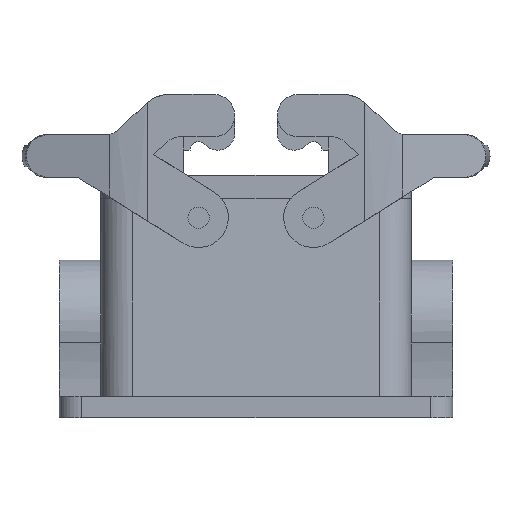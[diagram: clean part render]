
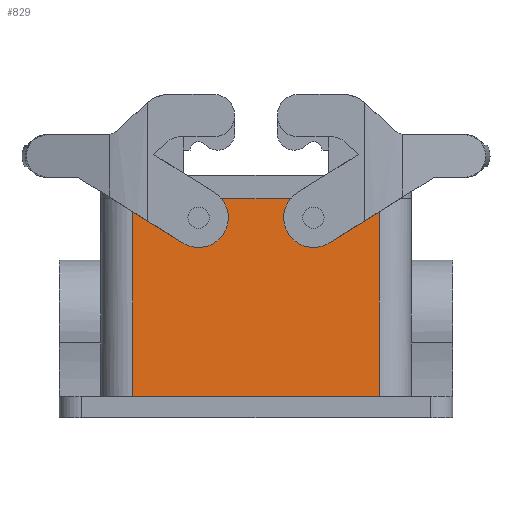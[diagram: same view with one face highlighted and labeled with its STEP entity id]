
A CAD part, left-side view. The second image highlights one B-rep face of the part: STEP entity #829.
In plain terms, the highlighted planar face has unit normal (-0.999, 0, 0.044).
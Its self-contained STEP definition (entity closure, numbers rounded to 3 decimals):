
#736=AXIS2_PLACEMENT_3D('Plane Axis2P3D',#733,#734,#735) ;
#427=CARTESIAN_POINT('Vertex',(4.97,26.,5.)) ;
#430=CARTESIAN_POINT('Line Origine',(4.97,55.,5.)) ;
#434=CARTESIAN_POINT('Vertex',(4.97,84.,5.)) ;
#733=CARTESIAN_POINT('Axis2P3D Location',(7.,55.,51.5)) ;
#738=CARTESIAN_POINT('Line Origine',(5.919,26.,26.75)) ;
#742=CARTESIAN_POINT('Vertex',(7.,26.,51.5)) ;
#745=CARTESIAN_POINT('Line Origine',(7.,55.,51.5)) ;
#749=CARTESIAN_POINT('Vertex',(7.,84.,51.5)) ;
#752=CARTESIAN_POINT('Line Origine',(5.919,84.,26.75)) ;
#764=CARTESIAN_POINT('Control Point',(6.762,66.745,46.041)) ;
#765=CARTESIAN_POINT('Control Point',(6.738,67.039,45.502)) ;
#766=CARTESIAN_POINT('Control Point',(6.72,67.541,45.076)) ;
#767=CARTESIAN_POINT('Control Point',(6.711,68.193,44.872)) ;
#768=CARTESIAN_POINT('Control Point',(6.716,69.533,45.005)) ;
#769=CARTESIAN_POINT('Control Point',(6.761,70.43,46.02)) ;
#770=CARTESIAN_POINT('Control Point',(6.791,70.645,46.708)) ;
#771=CARTESIAN_POINT('Control Point',(6.821,70.563,47.395)) ;
#772=CARTESIAN_POINT('Control Point',(6.845,70.255,47.959)) ;
#773=CARTESIAN_POINT('Vertex',(6.762,66.745,46.041)) ;
#775=CARTESIAN_POINT('Vertex',(6.845,70.255,47.959)) ;
#779=CARTESIAN_POINT('Control Point',(6.845,70.255,47.959)) ;
#780=CARTESIAN_POINT('Control Point',(6.867,69.986,48.451)) ;
#781=CARTESIAN_POINT('Control Point',(6.884,69.545,48.849)) ;
#782=CARTESIAN_POINT('Control Point',(6.894,68.974,49.07)) ;
#783=CARTESIAN_POINT('Control Point',(6.894,67.982,49.076)) ;
#784=CARTESIAN_POINT('Control Point',(6.872,67.169,48.564)) ;
#785=CARTESIAN_POINT('Control Point',(6.86,66.899,48.286)) ;
#786=CARTESIAN_POINT('Control Point',(6.833,66.536,47.671)) ;
#787=CARTESIAN_POINT('Control Point',(6.802,66.461,46.965)) ;
#788=CARTESIAN_POINT('Control Point',(6.788,66.493,46.636)) ;
#789=CARTESIAN_POINT('Control Point',(6.774,66.591,46.323)) ;
#790=CARTESIAN_POINT('Control Point',(6.762,66.745,46.041)) ;
#797=CARTESIAN_POINT('Control Point',(6.845,39.745,47.959)) ;
#798=CARTESIAN_POINT('Control Point',(6.867,40.014,48.451)) ;
#799=CARTESIAN_POINT('Control Point',(6.884,40.455,48.849)) ;
#800=CARTESIAN_POINT('Control Point',(6.894,41.026,49.07)) ;
#801=CARTESIAN_POINT('Control Point',(6.894,42.018,49.076)) ;
#802=CARTESIAN_POINT('Control Point',(6.872,42.831,48.564)) ;
#803=CARTESIAN_POINT('Control Point',(6.86,43.101,48.286)) ;
#804=CARTESIAN_POINT('Control Point',(6.833,43.464,47.671)) ;
#805=CARTESIAN_POINT('Control Point',(6.802,43.539,46.965)) ;
#806=CARTESIAN_POINT('Control Point',(6.788,43.507,46.636)) ;
#807=CARTESIAN_POINT('Control Point',(6.774,43.409,46.323)) ;
#808=CARTESIAN_POINT('Control Point',(6.762,43.255,46.041)) ;
#809=CARTESIAN_POINT('Vertex',(6.845,39.745,47.959)) ;
#811=CARTESIAN_POINT('Vertex',(6.762,43.255,46.041)) ;
#815=CARTESIAN_POINT('Control Point',(6.762,43.255,46.041)) ;
#816=CARTESIAN_POINT('Control Point',(6.738,42.961,45.502)) ;
#817=CARTESIAN_POINT('Control Point',(6.72,42.459,45.076)) ;
#818=CARTESIAN_POINT('Control Point',(6.711,41.807,44.872)) ;
#819=CARTESIAN_POINT('Control Point',(6.716,40.467,45.005)) ;
#820=CARTESIAN_POINT('Control Point',(6.761,39.57,46.02)) ;
#821=CARTESIAN_POINT('Control Point',(6.791,39.355,46.708)) ;
#822=CARTESIAN_POINT('Control Point',(6.821,39.437,47.395)) ;
#823=CARTESIAN_POINT('Control Point',(6.845,39.745,47.959)) ;
#431=DIRECTION('Vector Direction',(0.,1.,0.)) ;
#734=DIRECTION('Axis2P3D Direction',(-0.999,0.,0.044)) ;
#735=DIRECTION('Axis2P3D XDirection',(0.,1.,0.)) ;
#739=DIRECTION('Vector Direction',(-0.044,0.,-0.999)) ;
#746=DIRECTION('Vector Direction',(0.,1.,0.)) ;
#753=DIRECTION('Vector Direction',(-0.044,0.,-0.999)) ;
#432=VECTOR('Line Direction',#431,1.) ;
#740=VECTOR('Line Direction',#739,1.) ;
#747=VECTOR('Line Direction',#746,1.) ;
#754=VECTOR('Line Direction',#753,1.) ;
#758=ORIENTED_EDGE('',*,*,#744,.F.) ;
#759=ORIENTED_EDGE('',*,*,#751,.T.) ;
#760=ORIENTED_EDGE('',*,*,#756,.F.) ;
#761=ORIENTED_EDGE('',*,*,#436,.F.) ;
#793=ORIENTED_EDGE('',*,*,#777,.T.) ;
#794=ORIENTED_EDGE('',*,*,#791,.T.) ;
#826=ORIENTED_EDGE('',*,*,#813,.F.) ;
#827=ORIENTED_EDGE('',*,*,#824,.F.) ;
#795=FACE_BOUND('',#792,.T.) ;
#828=FACE_BOUND('',#825,.T.) ;
#829=ADVANCED_FACE('Hauptk\X2\00F6\X0\rper',(#762,#795,#828),#737,.T.) ;
#763=B_SPLINE_CURVE_WITH_KNOTS('',5,(#764,#765,#766,#767,#768,#769,#770,#771,#772),.UNSPECIFIED.,.F.,.U.,(6,3,6),(8.89,13.235,17.78),.UNSPECIFIED.) ;
#778=B_SPLINE_CURVE_WITH_KNOTS('',5,(#779,#780,#781,#782,#783,#784,#785,#786,#787,#788,#789,#790),.UNSPECIFIED.,.F.,.U.,(6,3,3,6),(0.,3.968,6.615,8.89),.UNSPECIFIED.) ;
#796=B_SPLINE_CURVE_WITH_KNOTS('',5,(#797,#798,#799,#800,#801,#802,#803,#804,#805,#806,#807,#808),.UNSPECIFIED.,.F.,.U.,(6,3,3,6),(0.,3.968,6.615,8.89),.UNSPECIFIED.) ;
#814=B_SPLINE_CURVE_WITH_KNOTS('',5,(#815,#816,#817,#818,#819,#820,#821,#822,#823),.UNSPECIFIED.,.F.,.U.,(6,3,6),(8.89,13.235,17.78),.UNSPECIFIED.) ;
#436=EDGE_CURVE('',#428,#435,#433,.T.) ;
#744=EDGE_CURVE('',#743,#428,#741,.T.) ;
#751=EDGE_CURVE('',#743,#750,#748,.T.) ;
#756=EDGE_CURVE('',#435,#750,#755,.F.) ;
#777=EDGE_CURVE('',#774,#776,#763,.T.) ;
#791=EDGE_CURVE('',#776,#774,#778,.T.) ;
#813=EDGE_CURVE('',#810,#812,#796,.T.) ;
#824=EDGE_CURVE('',#812,#810,#814,.T.) ;
#757=EDGE_LOOP('',(#758,#759,#760,#761)) ;
#792=EDGE_LOOP('',(#793,#794)) ;
#825=EDGE_LOOP('',(#826,#827)) ;
#762=FACE_OUTER_BOUND('',#757,.T.) ;
#433=LINE('Line',#430,#432) ;
#741=LINE('Line',#738,#740) ;
#748=LINE('Line',#745,#747) ;
#755=LINE('Line',#752,#754) ;
#737=PLANE('',#736) ;
#428=VERTEX_POINT('',#427) ;
#435=VERTEX_POINT('',#434) ;
#743=VERTEX_POINT('',#742) ;
#750=VERTEX_POINT('',#749) ;
#774=VERTEX_POINT('',#773) ;
#776=VERTEX_POINT('',#775) ;
#810=VERTEX_POINT('',#809) ;
#812=VERTEX_POINT('',#811) ;
